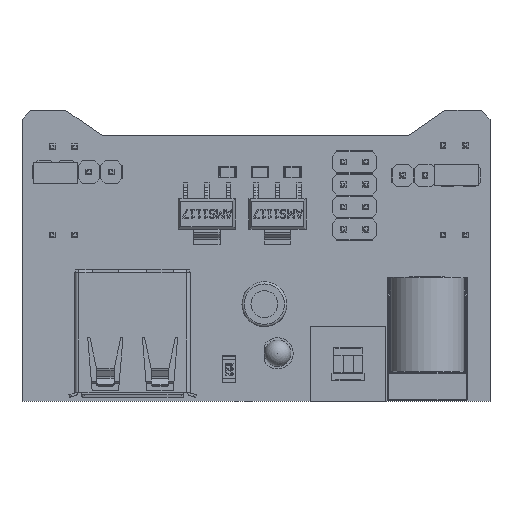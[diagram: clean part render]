
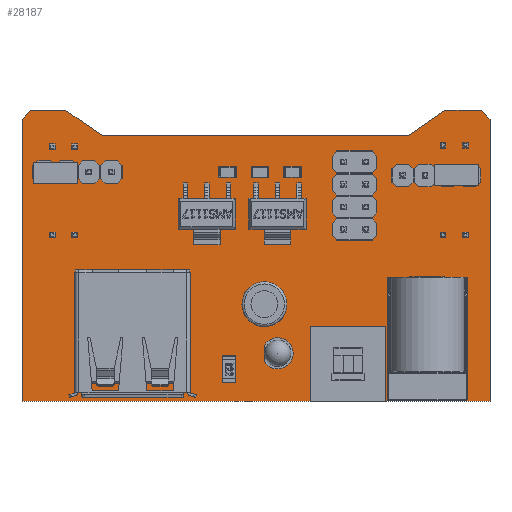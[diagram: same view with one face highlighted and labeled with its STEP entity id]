
A CAD part, top view. The second image highlights one B-rep face of the part: STEP entity #28187.
In plain terms, the highlighted planar face has unit normal (0, 0, 1).
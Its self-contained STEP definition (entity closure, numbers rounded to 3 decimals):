
#2093=PLANE('',#30472);
#3618=FACE_OUTER_BOUND('',#5223,.T.);
#5223=EDGE_LOOP('',(#25885,#25886,#25887,#25888,#25889,#25890,#25891,#25892,
#25893,#25894));
#8187=LINE('',#50823,#11176);
#8191=LINE('',#50831,#11180);
#8194=LINE('',#50837,#11183);
#8204=LINE('',#50857,#11193);
#8206=LINE('',#50861,#11195);
#8208=LINE('',#50865,#11197);
#8210=LINE('',#50869,#11199);
#8211=LINE('',#50871,#11200);
#8212=LINE('',#50873,#11201);
#8213=LINE('',#50874,#11202);
#11176=VECTOR('',#37467,10.);
#11180=VECTOR('',#37473,10.);
#11183=VECTOR('',#37478,10.);
#11193=VECTOR('',#37492,10.);
#11195=VECTOR('',#37496,10.);
#11197=VECTOR('',#37500,10.);
#11199=VECTOR('',#37504,10.);
#11200=VECTOR('',#37505,10.);
#11201=VECTOR('',#37506,10.);
#11202=VECTOR('',#37507,10.);
#14203=VERTEX_POINT('',#50821);
#14204=VERTEX_POINT('',#50822);
#14207=VERTEX_POINT('',#50830);
#14209=VERTEX_POINT('',#50836);
#14217=VERTEX_POINT('',#50856);
#14218=VERTEX_POINT('',#50860);
#14219=VERTEX_POINT('',#50864);
#14220=VERTEX_POINT('',#50868);
#14221=VERTEX_POINT('',#50870);
#14222=VERTEX_POINT('',#50872);
#18089=EDGE_CURVE('',#14203,#14204,#8187,.T.);
#18093=EDGE_CURVE('',#14204,#14207,#8191,.T.);
#18096=EDGE_CURVE('',#14207,#14209,#8194,.T.);
#18106=EDGE_CURVE('',#14217,#14203,#8204,.T.);
#18108=EDGE_CURVE('',#14217,#14218,#8206,.T.);
#18110=EDGE_CURVE('',#14219,#14218,#8208,.T.);
#18112=EDGE_CURVE('',#14209,#14220,#8210,.T.);
#18113=EDGE_CURVE('',#14221,#14220,#8211,.T.);
#18114=EDGE_CURVE('',#14221,#14222,#8212,.T.);
#18115=EDGE_CURVE('',#14222,#14219,#8213,.T.);
#25885=ORIENTED_EDGE('',*,*,#18096,.T.);
#25886=ORIENTED_EDGE('',*,*,#18112,.T.);
#25887=ORIENTED_EDGE('',*,*,#18113,.F.);
#25888=ORIENTED_EDGE('',*,*,#18114,.T.);
#25889=ORIENTED_EDGE('',*,*,#18115,.T.);
#25890=ORIENTED_EDGE('',*,*,#18110,.T.);
#25891=ORIENTED_EDGE('',*,*,#18108,.F.);
#25892=ORIENTED_EDGE('',*,*,#18106,.T.);
#25893=ORIENTED_EDGE('',*,*,#18089,.T.);
#25894=ORIENTED_EDGE('',*,*,#18093,.T.);
#28187=ADVANCED_FACE('',(#3618),#2093,.T.);
#30472=AXIS2_PLACEMENT_3D('',#50867,#37502,#37503);
#37467=DIRECTION('',(-0.819,-0.574,0.));
#37473=DIRECTION('',(-1.,0.,0.));
#37478=DIRECTION('',(-0.819,0.574,0.));
#37492=DIRECTION('',(-1.,0.,0.));
#37496=DIRECTION('',(0.707,-0.707,0.));
#37500=DIRECTION('',(0.,1.,0.));
#37502=DIRECTION('center_axis',(0.,0.,1.));
#37503=DIRECTION('ref_axis',(1.,0.,0.));
#37504=DIRECTION('',(-1.,0.,0.));
#37505=DIRECTION('',(0.707,0.707,0.));
#37506=DIRECTION('',(0.,-1.,0.));
#37507=DIRECTION('',(1.,0.,0.));
#50821=CARTESIAN_POINT('',(47.983,33.,1.6));
#50822=CARTESIAN_POINT('',(43.888,30.132,1.6));
#50823=CARTESIAN_POINT('',(34.868,23.817,1.6));
#50830=CARTESIAN_POINT('',(9.085,30.132,1.6));
#50831=CARTESIAN_POINT('',(17.817,30.132,1.6));
#50836=CARTESIAN_POINT('',(4.989,33.,1.6));
#50837=CARTESIAN_POINT('',(16.099,25.221,1.6));
#50856=CARTESIAN_POINT('',(52.1,33.,1.6));
#50857=CARTESIAN_POINT('',(53.1,33.,1.6));
#50860=CARTESIAN_POINT('',(53.1,32.,1.6));
#50861=CARTESIAN_POINT('',(50.088,35.013,1.6));
#50864=CARTESIAN_POINT('',(53.1,0.,1.6));
#50865=CARTESIAN_POINT('',(53.1,0.,1.6));
#50867=CARTESIAN_POINT('Origin',(26.55,16.5,1.6));
#50868=CARTESIAN_POINT('',(1.,33.,1.6));
#50869=CARTESIAN_POINT('',(53.1,33.,1.6));
#50870=CARTESIAN_POINT('',(0.,32.,1.6));
#50871=CARTESIAN_POINT('',(3.013,35.013,1.6));
#50872=CARTESIAN_POINT('',(0.,0.,1.6));
#50873=CARTESIAN_POINT('',(0.,33.,1.6));
#50874=CARTESIAN_POINT('',(0.,0.,1.6));
